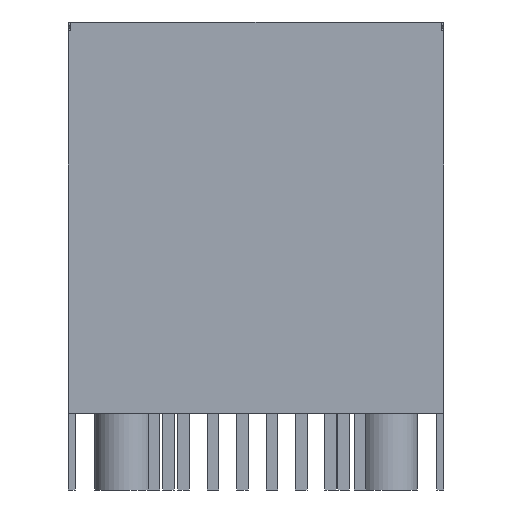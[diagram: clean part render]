
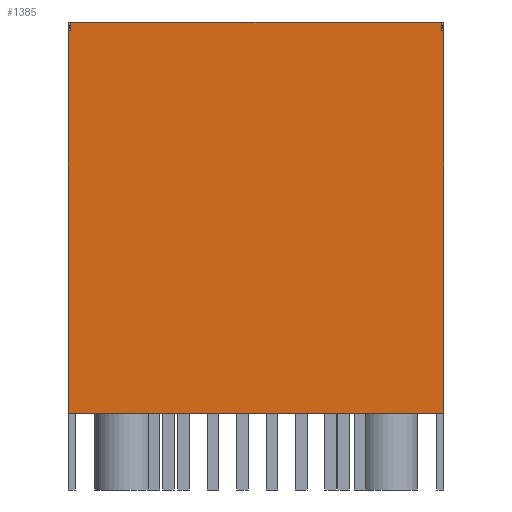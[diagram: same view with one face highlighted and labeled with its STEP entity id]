
A CAD part, front view. The second image highlights one B-rep face of the part: STEP entity #1385.
In plain terms, the highlighted planar face has unit normal (0, -1, 0).
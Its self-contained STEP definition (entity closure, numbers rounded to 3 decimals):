
#73 = VERTEX_POINT ( 'NONE', #1629 ) ;
#153 = EDGE_CURVE ( 'NONE', #3990, #551, #2844, .T. ) ;
#210 = VECTOR ( 'NONE', #2650, 1000. ) ;
#293 = ORIENTED_EDGE ( 'NONE', *, *, #3599, .T. ) ;
#317 = CARTESIAN_POINT ( 'NONE',  ( 8.1, -8.45, 16.9 ) ) ;
#366 = VECTOR ( 'NONE', #849, 1000. ) ;
#373 = LINE ( 'NONE', #1941, #1340 ) ;
#413 = CARTESIAN_POINT ( 'NONE',  ( -8.1, -8.45, 0. ) ) ;
#430 = CARTESIAN_POINT ( 'NONE',  ( -8., -8.45, 16.524 ) ) ;
#508 = EDGE_CURVE ( 'NONE', #4570, #551, #1050, .T. ) ;
#551 = VERTEX_POINT ( 'NONE', #3486 ) ;
#565 = LINE ( 'NONE', #2127, #3921 ) ;
#594 = CARTESIAN_POINT ( 'NONE',  ( 8.1, -8.45, 16.524 ) ) ;
#704 = LINE ( 'NONE', #317, #210 ) ;
#849 = DIRECTION ( 'NONE',  ( -1., 0., 0. ) ) ;
#899 = VECTOR ( 'NONE', #2640, 1000. ) ;
#914 = VERTEX_POINT ( 'NONE', #413 ) ;
#957 = CARTESIAN_POINT ( 'NONE',  ( -8.1, -8.45, 16.9 ) ) ;
#1043 = ORIENTED_EDGE ( 'NONE', *, *, #4384, .T. ) ;
#1050 = LINE ( 'NONE', #2536, #2491 ) ;
#1147 = VECTOR ( 'NONE', #3845, 1000. ) ;
#1163 = ORIENTED_EDGE ( 'NONE', *, *, #508, .T. ) ;
#1206 = DIRECTION ( 'NONE',  ( 0., 0., 1. ) ) ;
#1312 = VERTEX_POINT ( 'NONE', #2390 ) ;
#1340 = VECTOR ( 'NONE', #3038, 1000. ) ;
#1385 = ADVANCED_FACE ( 'NONE', ( #1675 ), #1568, .F. ) ;
#1408 = CARTESIAN_POINT ( 'NONE',  ( -8., -8.45, 16.759 ) ) ;
#1568 = PLANE ( 'NONE',  #4288 ) ;
#1629 = CARTESIAN_POINT ( 'NONE',  ( 8.1, -8.45, 0. ) ) ;
#1675 = FACE_OUTER_BOUND ( 'NONE', #4667, .T. ) ;
#1731 = VERTEX_POINT ( 'NONE', #430 ) ;
#1941 = CARTESIAN_POINT ( 'NONE',  ( -8.1, -8.45, 16.9 ) ) ;
#1964 = CARTESIAN_POINT ( 'NONE',  ( -8.1, -8.45, 0. ) ) ;
#2127 = CARTESIAN_POINT ( 'NONE',  ( -8.1, -8.45, 16.524 ) ) ;
#2264 = ORIENTED_EDGE ( 'NONE', *, *, #3342, .F. ) ;
#2304 = ORIENTED_EDGE ( 'NONE', *, *, #4870, .T. ) ;
#2390 = CARTESIAN_POINT ( 'NONE',  ( -8.1, -8.45, 16.524 ) ) ;
#2491 = VECTOR ( 'NONE', #3700, 1000. ) ;
#2536 = CARTESIAN_POINT ( 'NONE',  ( 8., -8.45, 16.759 ) ) ;
#2557 = EDGE_CURVE ( 'NONE', #914, #73, #4980, .T. ) ;
#2640 = DIRECTION ( 'NONE',  ( 0., 0., 1. ) ) ;
#2650 = DIRECTION ( 'NONE',  ( 0., 0., -1. ) ) ;
#2708 = ORIENTED_EDGE ( 'NONE', *, *, #153, .F. ) ;
#2844 = LINE ( 'NONE', #957, #4855 ) ;
#3038 = DIRECTION ( 'NONE',  ( 0., 0., -1. ) ) ;
#3274 = DIRECTION ( 'NONE',  ( -1., 0., 0. ) ) ;
#3342 = EDGE_CURVE ( 'NONE', #1731, #3990, #4881, .T. ) ;
#3482 = CARTESIAN_POINT ( 'NONE',  ( -8., -8.45, 16.9 ) ) ;
#3486 = CARTESIAN_POINT ( 'NONE',  ( 8., -8.45, 16.9 ) ) ;
#3555 = CARTESIAN_POINT ( 'NONE',  ( -8.1, -8.45, 16.9 ) ) ;
#3599 = EDGE_CURVE ( 'NONE', #1312, #914, #373, .T. ) ;
#3700 = DIRECTION ( 'NONE',  ( 0., 0., 1. ) ) ;
#3733 = CARTESIAN_POINT ( 'NONE',  ( 8., -8.45, 16.524 ) ) ;
#3845 = DIRECTION ( 'NONE',  ( 1., 0., 0. ) ) ;
#3921 = VECTOR ( 'NONE', #3274, 1000. ) ;
#3953 = CARTESIAN_POINT ( 'NONE',  ( 8., -8.45, 16.524 ) ) ;
#3990 = VERTEX_POINT ( 'NONE', #3482 ) ;
#4252 = ORIENTED_EDGE ( 'NONE', *, *, #2557, .T. ) ;
#4288 = AXIS2_PLACEMENT_3D ( 'NONE', #3555, #4759, #1206 ) ;
#4301 = EDGE_CURVE ( 'NONE', #4826, #73, #704, .T. ) ;
#4324 = LINE ( 'NONE', #3953, #366 ) ;
#4384 = EDGE_CURVE ( 'NONE', #4826, #4570, #4324, .T. ) ;
#4570 = VERTEX_POINT ( 'NONE', #3733 ) ;
#4667 = EDGE_LOOP ( 'NONE', ( #4978, #1043, #1163, #2708, #2264, #2304, #293, #4252 ) ) ;
#4759 = DIRECTION ( 'NONE',  ( 0., 1., 0. ) ) ;
#4786 = DIRECTION ( 'NONE',  ( 1., 0., 0. ) ) ;
#4826 = VERTEX_POINT ( 'NONE', #594 ) ;
#4855 = VECTOR ( 'NONE', #4786, 1000. ) ;
#4870 = EDGE_CURVE ( 'NONE', #1731, #1312, #565, .T. ) ;
#4881 = LINE ( 'NONE', #1408, #899 ) ;
#4978 = ORIENTED_EDGE ( 'NONE', *, *, #4301, .F. ) ;
#4980 = LINE ( 'NONE', #1964, #1147 ) ;
